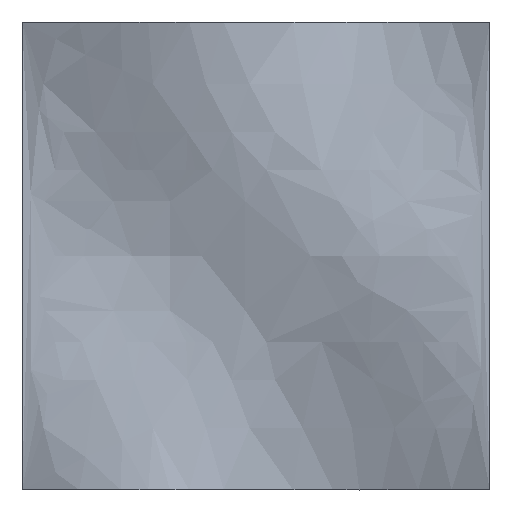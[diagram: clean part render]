
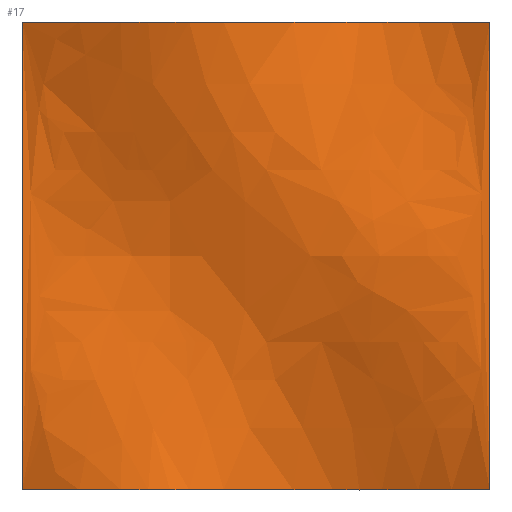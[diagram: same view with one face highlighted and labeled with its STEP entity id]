
A CAD part, top view. The second image highlights one B-rep face of the part: STEP entity #17.
In plain terms, the highlighted free-form (B-spline) face has degree [3, 3] with [6, 6] control points.
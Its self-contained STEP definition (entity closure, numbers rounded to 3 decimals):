
#17 = ADVANCED_FACE('',(#18),#35,.T.);
#18 = FACE_BOUND('',#19,.T.);
#19 = EDGE_LOOP('',(#20,#78,#97,#116));
#20 = ORIENTED_EDGE('',*,*,#21,.F.);
#21 = EDGE_CURVE('',#22,#24,#26,.T.);
#22 = VERTEX_POINT('',#23);
#23 = CARTESIAN_POINT('',(0.,0.,0.));
#24 = VERTEX_POINT('',#25);
#25 = CARTESIAN_POINT('',(0.,100.,0.));
#26 = SURFACE_CURVE('',#27,(#34),.PCURVE_S1.);
#27 = B_SPLINE_CURVE_WITH_KNOTS('',3,(#28,#29,#30,#31,#32,#33),
  .UNSPECIFIED.,.F.,.F.,(4,1,1,4),(0.,0.333,0.667,1.),
  .QUASI_UNIFORM_KNOTS.);
#28 = CARTESIAN_POINT('',(0.,0.,0.));
#29 = CARTESIAN_POINT('',(0.,20.,0.));
#30 = CARTESIAN_POINT('',(0.,40.,-0.));
#31 = CARTESIAN_POINT('',(0.,60.,-0.));
#32 = CARTESIAN_POINT('',(0.,80.,0.));
#33 = CARTESIAN_POINT('',(0.,100.,0.));
#34 = PCURVE('',#35,#72);
#35 = B_SPLINE_SURFACE_WITH_KNOTS('',3,3,(
    (#36,#37,#38,#39,#40,#41)
    ,(#42,#43,#44,#45,#46,#47)
    ,(#48,#49,#50,#51,#52,#53)
    ,(#54,#55,#56,#57,#58,#59)
    ,(#60,#61,#62,#63,#64,#65)
    ,(#66,#67,#68,#69,#70,#71
    )),.UNSPECIFIED.,.F.,.F.,.F.,(4,1,1,4),(4,1,1,4),(0.,0.333,
    0.667,1.),(0.,0.333,0.667,1.),
  .QUASI_UNIFORM_KNOTS.);
#36 = CARTESIAN_POINT('',(0.,0.,0.));
#37 = CARTESIAN_POINT('',(0.,20.,0.));
#38 = CARTESIAN_POINT('',(0.,40.,-0.));
#39 = CARTESIAN_POINT('',(0.,60.,-0.));
#40 = CARTESIAN_POINT('',(0.,80.,0.));
#41 = CARTESIAN_POINT('',(0.,100.,0.));
#42 = CARTESIAN_POINT('',(20.,0.,9.511));
#43 = CARTESIAN_POINT('',(20.,20.,2.939));
#44 = CARTESIAN_POINT('',(20.,40.,-7.694));
#45 = CARTESIAN_POINT('',(20.,60.,-7.694));
#46 = CARTESIAN_POINT('',(20.,80.,2.939));
#47 = CARTESIAN_POINT('',(20.,100.,9.511));
#48 = CARTESIAN_POINT('',(40.,0.,5.878));
#49 = CARTESIAN_POINT('',(40.,20.,1.816));
#50 = CARTESIAN_POINT('',(40.,40.,-4.755));
#51 = CARTESIAN_POINT('',(40.,60.,-4.755));
#52 = CARTESIAN_POINT('',(40.,80.,1.816));
#53 = CARTESIAN_POINT('',(40.,100.,5.878));
#54 = CARTESIAN_POINT('',(60.,0.,-5.878));
#55 = CARTESIAN_POINT('',(60.,20.,-1.816));
#56 = CARTESIAN_POINT('',(60.,40.,4.755));
#57 = CARTESIAN_POINT('',(60.,60.,4.755));
#58 = CARTESIAN_POINT('',(60.,80.,-1.816));
#59 = CARTESIAN_POINT('',(60.,100.,-5.878));
#60 = CARTESIAN_POINT('',(80.,0.,-9.511));
#61 = CARTESIAN_POINT('',(80.,20.,-2.939));
#62 = CARTESIAN_POINT('',(80.,40.,7.694));
#63 = CARTESIAN_POINT('',(80.,60.,7.694));
#64 = CARTESIAN_POINT('',(80.,80.,-2.939));
#65 = CARTESIAN_POINT('',(80.,100.,-9.511));
#66 = CARTESIAN_POINT('',(100.,0.,0.));
#67 = CARTESIAN_POINT('',(100.,20.,0.));
#68 = CARTESIAN_POINT('',(100.,40.,0.));
#69 = CARTESIAN_POINT('',(100.,60.,0.));
#70 = CARTESIAN_POINT('',(100.,80.,0.));
#71 = CARTESIAN_POINT('',(100.,100.,0.));
#72 = DEFINITIONAL_REPRESENTATION('',(#73),#77);
#73 = LINE('',#74,#75);
#74 = CARTESIAN_POINT('',(0.,0.));
#75 = VECTOR('',#76,1.);
#76 = DIRECTION('',(0.,1.));
#77 = ( GEOMETRIC_REPRESENTATION_CONTEXT(2) 
PARAMETRIC_REPRESENTATION_CONTEXT() REPRESENTATION_CONTEXT('2D SPACE',''
  ) );
#78 = ORIENTED_EDGE('',*,*,#79,.T.);
#79 = EDGE_CURVE('',#22,#80,#82,.T.);
#80 = VERTEX_POINT('',#81);
#81 = CARTESIAN_POINT('',(100.,0.,0.));
#82 = SURFACE_CURVE('',#83,(#90),.PCURVE_S1.);
#83 = B_SPLINE_CURVE_WITH_KNOTS('',3,(#84,#85,#86,#87,#88,#89),
  .UNSPECIFIED.,.F.,.F.,(4,1,1,4),(0.,0.333,0.667,1.),
  .QUASI_UNIFORM_KNOTS.);
#84 = CARTESIAN_POINT('',(0.,0.,0.));
#85 = CARTESIAN_POINT('',(20.,0.,9.511));
#86 = CARTESIAN_POINT('',(40.,0.,5.878));
#87 = CARTESIAN_POINT('',(60.,0.,-5.878));
#88 = CARTESIAN_POINT('',(80.,0.,-9.511));
#89 = CARTESIAN_POINT('',(100.,0.,0.));
#90 = PCURVE('',#35,#91);
#91 = DEFINITIONAL_REPRESENTATION('',(#92),#96);
#92 = LINE('',#93,#94);
#93 = CARTESIAN_POINT('',(0.,0.));
#94 = VECTOR('',#95,1.);
#95 = DIRECTION('',(1.,0.));
#96 = ( GEOMETRIC_REPRESENTATION_CONTEXT(2) 
PARAMETRIC_REPRESENTATION_CONTEXT() REPRESENTATION_CONTEXT('2D SPACE',''
  ) );
#97 = ORIENTED_EDGE('',*,*,#98,.T.);
#98 = EDGE_CURVE('',#80,#99,#101,.T.);
#99 = VERTEX_POINT('',#100);
#100 = CARTESIAN_POINT('',(100.,100.,0.));
#101 = SURFACE_CURVE('',#102,(#109),.PCURVE_S1.);
#102 = B_SPLINE_CURVE_WITH_KNOTS('',3,(#103,#104,#105,#106,#107,#108),
  .UNSPECIFIED.,.F.,.F.,(4,1,1,4),(0.,0.333,0.667,1.),
  .QUASI_UNIFORM_KNOTS.);
#103 = CARTESIAN_POINT('',(100.,0.,0.));
#104 = CARTESIAN_POINT('',(100.,20.,0.));
#105 = CARTESIAN_POINT('',(100.,40.,0.));
#106 = CARTESIAN_POINT('',(100.,60.,0.));
#107 = CARTESIAN_POINT('',(100.,80.,0.));
#108 = CARTESIAN_POINT('',(100.,100.,0.));
#109 = PCURVE('',#35,#110);
#110 = DEFINITIONAL_REPRESENTATION('',(#111),#115);
#111 = LINE('',#112,#113);
#112 = CARTESIAN_POINT('',(1.,0.));
#113 = VECTOR('',#114,1.);
#114 = DIRECTION('',(0.,1.));
#115 = ( GEOMETRIC_REPRESENTATION_CONTEXT(2) 
PARAMETRIC_REPRESENTATION_CONTEXT() REPRESENTATION_CONTEXT('2D SPACE',''
  ) );
#116 = ORIENTED_EDGE('',*,*,#117,.F.);
#117 = EDGE_CURVE('',#24,#99,#118,.T.);
#118 = SURFACE_CURVE('',#119,(#126),.PCURVE_S1.);
#119 = B_SPLINE_CURVE_WITH_KNOTS('',3,(#120,#121,#122,#123,#124,#125),
  .UNSPECIFIED.,.F.,.F.,(4,1,1,4),(0.,0.333,0.667,1.),
  .QUASI_UNIFORM_KNOTS.);
#120 = CARTESIAN_POINT('',(0.,100.,0.));
#121 = CARTESIAN_POINT('',(20.,100.,9.511));
#122 = CARTESIAN_POINT('',(40.,100.,5.878));
#123 = CARTESIAN_POINT('',(60.,100.,-5.878));
#124 = CARTESIAN_POINT('',(80.,100.,-9.511));
#125 = CARTESIAN_POINT('',(100.,100.,0.));
#126 = PCURVE('',#35,#127);
#127 = DEFINITIONAL_REPRESENTATION('',(#128),#132);
#128 = LINE('',#129,#130);
#129 = CARTESIAN_POINT('',(0.,1.));
#130 = VECTOR('',#131,1.);
#131 = DIRECTION('',(1.,0.));
#132 = ( GEOMETRIC_REPRESENTATION_CONTEXT(2) 
PARAMETRIC_REPRESENTATION_CONTEXT() REPRESENTATION_CONTEXT('2D SPACE',''
  ) );
